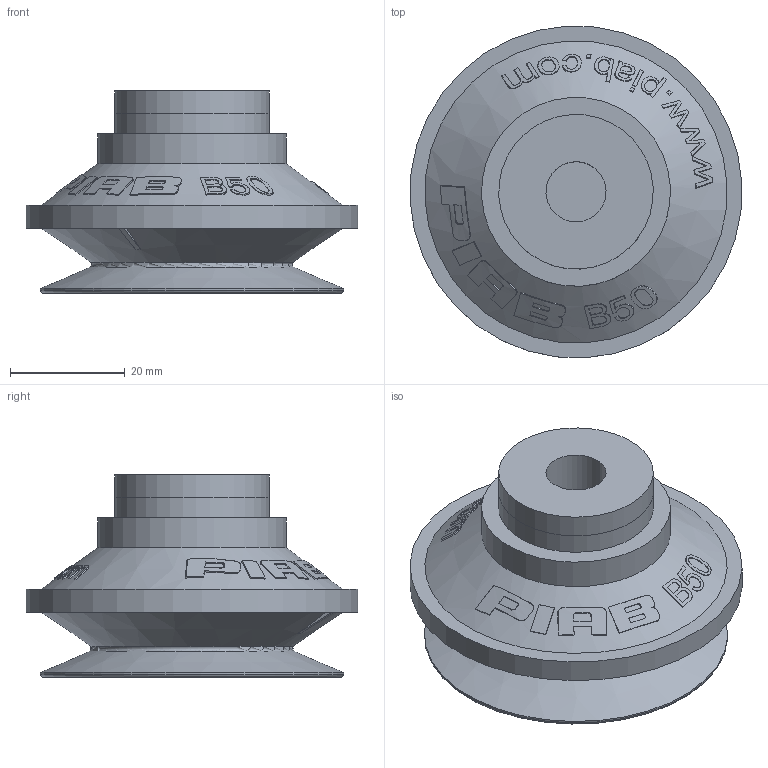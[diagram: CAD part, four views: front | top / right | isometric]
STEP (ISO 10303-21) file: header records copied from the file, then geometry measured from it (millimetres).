
FILE_DESCRIPTION(/* description */ ('Unknown'),/* implementation_level */ '2;1');
FILE_NAME(/* name */ 'S_A008_BXXX',/* time_stamp */ '2018-11-01T10:41:06+01:00',/* author */ ('Unknown'),/* organization */ ('Unknown'),/* preprocessor_version */ 'ST-DEVELOPER v16.7',/* originating_system */ 'DEX',/* authorisation */ $);
FILE_SCHEMA (('AUTOMOTIVE_DESIGN {1 0 10303 214 3 1 1}'));
Length unit declared in the file: millimetre
Products named in the file (4): S_A008_BXXX; A008_B50; Fitting_blank
Assembly tree (3 placements, depth 3):
  S_A008_BXXX
    A008_B50
      A008_B50
    Fitting_blank
Bounding box: 57.9 x 57.9 x 35.3 mm (x, y, z)
Volume: 46531.5 mm3; surface area: 12889.5 mm2
Topology: 1 solids, 4 shells, 349 faces, 927 edges, 615 vertices
Faces by surface type: plane 165, bspline 105, cone 40, cylinder 35, torus 4
Full cylindrical faces by diameter (mm): 10.5 x1, 27 x2, 33 x1, 49.123 x1, 53 x1, 58 x1
Entity records: 14423 total; most frequent: CARTESIAN_POINT 4719, ORIENTED_EDGE 1798, EDGE_CURVE 899, DIRECTION 886, VERTEX_POINT 607, B_SPLINE_CURVE_WITH_KNOTS 560, EDGE_LOOP 404, FACE_BOUND 404
